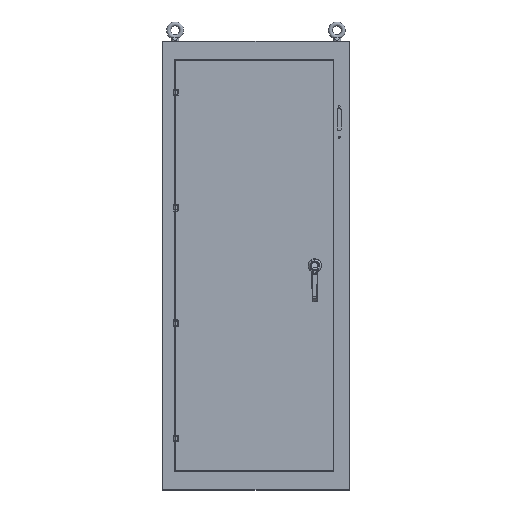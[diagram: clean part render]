
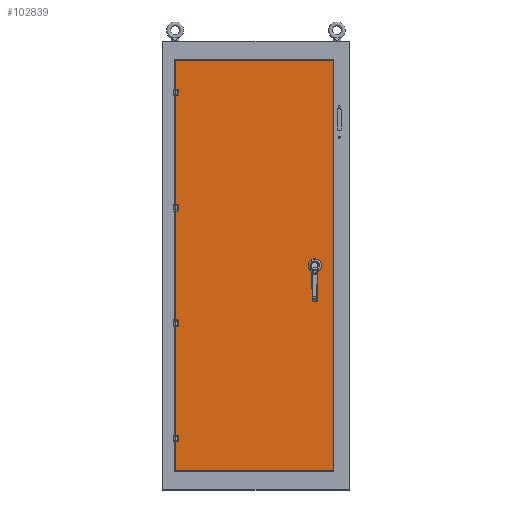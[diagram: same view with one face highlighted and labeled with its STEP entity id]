
A CAD part, top view. The second image highlights one B-rep face of the part: STEP entity #102839.
In plain terms, the highlighted planar face has unit normal (0, 0, 1).
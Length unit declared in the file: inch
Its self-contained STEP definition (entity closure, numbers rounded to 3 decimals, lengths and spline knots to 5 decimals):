
#72 = CARTESIAN_POINT ( 'NONE',  ( 11.7125, -31.15, 10.058 ) ) ;
#11168 = CIRCLE ( 'NONE', #108762, 0.43307 ) ;
#11689 = VERTEX_POINT ( 'NONE', #72 ) ;
#15134 = EDGE_CURVE ( 'NONE', #29504, #97488, #51380, .T. ) ;
#20420 = DIRECTION ( 'NONE',  ( -1., 0., 0. ) ) ;
#23207 = ORIENTED_EDGE ( 'NONE', *, *, #79456, .T. ) ;
#23623 = LINE ( 'NONE', #116866, #26674 ) ;
#25725 = DIRECTION ( 'NONE',  ( -1., 0., 0. ) ) ;
#25915 = DIRECTION ( 'NONE',  ( 0., 1., 0. ) ) ;
#26674 = VECTOR ( 'NONE', #32328, 39.37008 ) ;
#29146 = VECTOR ( 'NONE', #25915, 39.37008 ) ;
#29504 = VERTEX_POINT ( 'NONE', #88037 ) ;
#30165 = DIRECTION ( 'NONE',  ( 0., -1., 0. ) ) ;
#31403 = CARTESIAN_POINT ( 'NONE',  ( -0.2812, 0., 10.058 ) ) ;
#32328 = DIRECTION ( 'NONE',  ( 1., 0., 0. ) ) ;
#34505 = FACE_OUTER_BOUND ( 'NONE', #98394, .T. ) ;
#35663 = ORIENTED_EDGE ( 'NONE', *, *, #70433, .T. ) ;
#36764 = DIRECTION ( 'NONE',  ( 0., 0., -1. ) ) ;
#37053 = CARTESIAN_POINT ( 'NONE',  ( -0.2812, 31.15, 10.058 ) ) ;
#38189 = VERTEX_POINT ( 'NONE', #90069 ) ;
#40535 = ORIENTED_EDGE ( 'NONE', *, *, #15134, .T. ) ;
#51380 = LINE ( 'NONE', #112394, #136733 ) ;
#53572 = CARTESIAN_POINT ( 'NONE',  ( -12.2749, -31.15, 10.058 ) ) ;
#59135 = CARTESIAN_POINT ( 'NONE',  ( 8.47077, 0., 10.058 ) ) ;
#62822 = LINE ( 'NONE', #37053, #127223 ) ;
#70433 = EDGE_CURVE ( 'NONE', #11689, #38189, #98739, .T. ) ;
#71418 = EDGE_CURVE ( 'NONE', #97488, #11689, #23623, .T. ) ;
#77185 = AXIS2_PLACEMENT_3D ( 'NONE', #31403, #150447, #20420 ) ;
#79456 = EDGE_CURVE ( 'NONE', #38189, #29504, #62822, .T. ) ;
#84759 = DIRECTION ( 'NONE',  ( -1., 0., 0. ) ) ;
#88037 = CARTESIAN_POINT ( 'NONE',  ( -12.2749, 31.15, 10.058 ) ) ;
#90069 = CARTESIAN_POINT ( 'NONE',  ( 11.7125, 31.15, 10.058 ) ) ;
#94007 = FACE_BOUND ( 'NONE', #105445, .T. ) ;
#97488 = VERTEX_POINT ( 'NONE', #53572 ) ;
#97714 = ORIENTED_EDGE ( 'NONE', *, *, #120523, .T. ) ;
#98394 = EDGE_LOOP ( 'NONE', ( #40535, #98666, #35663, #23207 ) ) ;
#98666 = ORIENTED_EDGE ( 'NONE', *, *, #71418, .T. ) ;
#98739 = LINE ( 'NONE', #146545, #29146 ) ;
#102839 = ADVANCED_FACE ( 'NONE', ( #94007, #34505 ), #116725, .F. ) ;
#105445 = EDGE_LOOP ( 'NONE', ( #97714 ) ) ;
#108762 = AXIS2_PLACEMENT_3D ( 'NONE', #133813, #36764, #25725 ) ;
#112394 = CARTESIAN_POINT ( 'NONE',  ( -12.2749, 0., 10.058 ) ) ;
#116725 = PLANE ( 'NONE',  #77185 ) ;
#116866 = CARTESIAN_POINT ( 'NONE',  ( -0.2812, -31.15, 10.058 ) ) ;
#120523 = EDGE_CURVE ( 'NONE', #151591, #151591, #11168, .T. ) ;
#127223 = VECTOR ( 'NONE', #84759, 39.37008 ) ;
#133813 = CARTESIAN_POINT ( 'NONE',  ( 8.90384, 0., 10.058 ) ) ;
#136733 = VECTOR ( 'NONE', #30165, 39.37008 ) ;
#146545 = CARTESIAN_POINT ( 'NONE',  ( 11.7125, 0., 10.058 ) ) ;
#150447 = DIRECTION ( 'NONE',  ( 0., 0., -1. ) ) ;
#151591 = VERTEX_POINT ( 'NONE', #59135 ) ;
